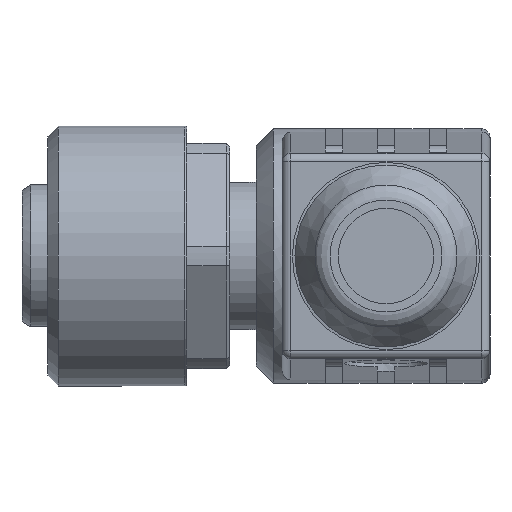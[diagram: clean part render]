
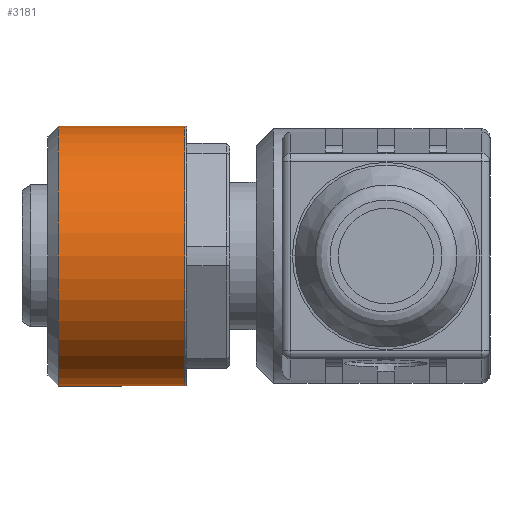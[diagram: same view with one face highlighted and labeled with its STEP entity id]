
A CAD part, left-side view. The second image highlights one B-rep face of the part: STEP entity #3181.
In plain terms, the highlighted cylindrical face has radius 7.5 mm (diameter 15 mm), a full revolution.
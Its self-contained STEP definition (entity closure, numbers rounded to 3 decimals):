
#2887=CARTESIAN_POINT('',(336.244,25.98,2.434));
#2888=VERTEX_POINT('',#2887);
#2889=CARTESIAN_POINT('',(328.744,25.98,2.434));
#2890=DIRECTION('',(0.0,1.0,0.0));
#2891=DIRECTION('',(-1.0,0.0,0.0));
#2892=AXIS2_PLACEMENT_3D('',#2889,#2890,#2891);
#2893=CIRCLE('',#2892,7.5);
#2894=EDGE_CURVE('',#2888,#2888,#2893,.T.);
#3162=CARTESIAN_POINT('',(328.744,28.33,2.434));
#3163=DIRECTION('',(0.0,1.0,0.0));
#3164=DIRECTION('',(-1.0,0.0,0.0));
#3165=AXIS2_PLACEMENT_3D('',#3162,#3163,#3164);
#3166=CYLINDRICAL_SURFACE('',#3165,7.5);
#3167=ORIENTED_EDGE('',*,*,#2894,.T.);
#3168=EDGE_LOOP('',(#3167));
#3169=FACE_OUTER_BOUND('',#3168,.T.);
#3170=CARTESIAN_POINT('',(321.244,33.28,2.434));
#3171=VERTEX_POINT('',#3170);
#3172=CARTESIAN_POINT('',(328.744,33.28,2.434));
#3173=DIRECTION('',(0.0,1.0,0.0));
#3174=DIRECTION('',(-1.0,0.0,0.0));
#3175=AXIS2_PLACEMENT_3D('',#3172,#3173,#3174);
#3176=CIRCLE('',#3175,7.5);
#3177=EDGE_CURVE('',#3171,#3171,#3176,.T.);
#3178=ORIENTED_EDGE('',*,*,#3177,.F.);
#3179=EDGE_LOOP('',(#3178));
#3180=FACE_BOUND('',#3179,.T.);
#3181=ADVANCED_FACE('',(#3169,#3180),#3166,.T.);
